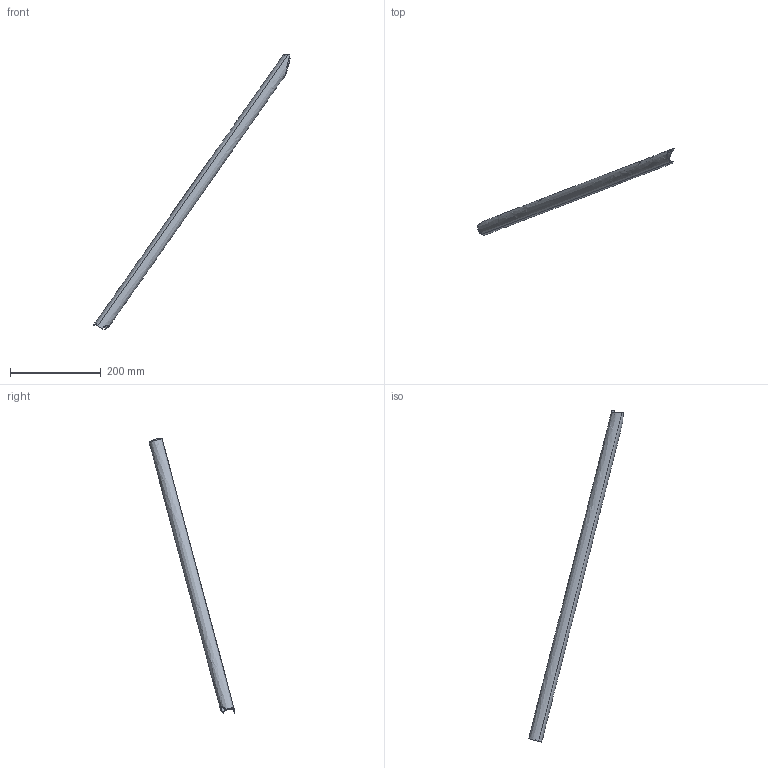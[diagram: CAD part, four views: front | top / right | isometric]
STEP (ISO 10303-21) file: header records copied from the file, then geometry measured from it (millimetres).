
FILE_DESCRIPTION(('CATIA V5 STEP Exchange'),'2;1');
FILE_NAME('60.stp','2018-12-02T16:33:25+00:00',('none'),('none'),'CATIA Version 5 Release 19 SP 2 (IN-10)','CATIA V5 STEP AP203','none');
FILE_SCHEMA(('CONFIG_CONTROL_DESIGN'));
Length unit declared in the file: millimetre
Products named in the file (1): Symmetry of Shape_705
Bounding box: 433.9 x 189.15 x 607.48 mm (x, y, z)
Volume: 97458.1 mm3; surface area: 130551.9 mm2
Topology: 1 solids, 1 shells, 15 faces, 47 edges, 32 vertices
Faces by surface type: bspline 8, cylinder 5, plane 2
Entity records: 1039 total; most frequent: CARTESIAN_POINT 693, ORIENTED_EDGE 94, EDGE_CURVE 47, B_SPLINE_CURVE_WITH_KNOTS 32, VERTEX_POINT 32, DIRECTION 19, ADVANCED_FACE 15, EDGE_LOOP 15
